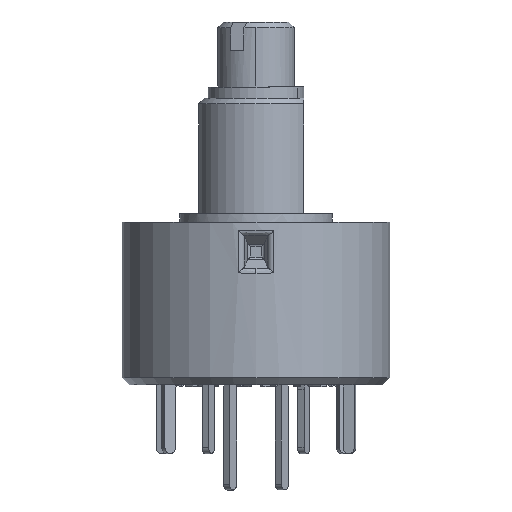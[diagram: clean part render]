
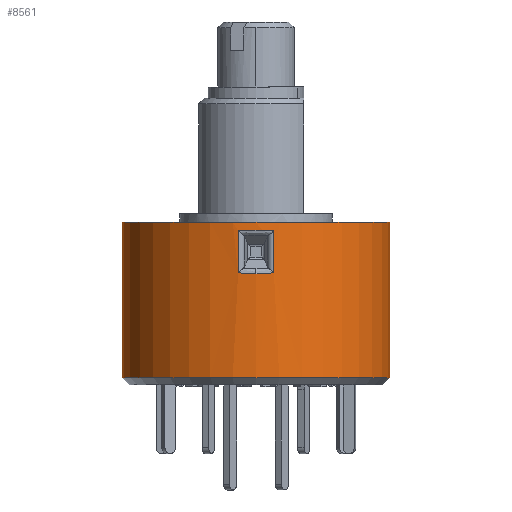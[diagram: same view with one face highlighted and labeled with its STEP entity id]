
A CAD part, left-side view. The second image highlights one B-rep face of the part: STEP entity #8561.
In plain terms, the highlighted cylindrical face has radius 7 mm (diameter 14 mm), a partial arc.
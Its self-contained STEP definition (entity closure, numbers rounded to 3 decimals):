
#269 = CARTESIAN_POINT ( 'NONE',  ( -6.937, 0.938, -3.094 ) ) ;
#458 = EDGE_CURVE ( 'NONE', #2009, #14217, #7946, .T. ) ;
#991 = CARTESIAN_POINT ( 'NONE',  ( -6.937, -0.938, -0.888 ) ) ;
#1140 = LINE ( 'NONE', #13195, #7263 ) ;
#1162 = DIRECTION ( 'NONE',  ( 0., 0., -1. ) ) ;
#1256 = CARTESIAN_POINT ( 'NONE',  ( 0., -7., -0.45 ) ) ;
#1473 = ORIENTED_EDGE ( 'NONE', *, *, #7789, .T. ) ;
#1497 = VERTEX_POINT ( 'NONE', #11152 ) ;
#1602 = CARTESIAN_POINT ( 'NONE',  ( -6.937, -0.938, -0.888 ) ) ;
#2009 = VERTEX_POINT ( 'NONE', #3816 ) ;
#2284 = AXIS2_PLACEMENT_3D ( 'NONE', #5361, #2644, #9440 ) ;
#2310 = CARTESIAN_POINT ( 'NONE',  ( -6.937, 0.938, -0.45 ) ) ;
#2393 = EDGE_CURVE ( 'NONE', #13530, #7219, #12113, .T. ) ;
#2644 = DIRECTION ( 'NONE',  ( 0., 0., -1. ) ) ;
#2723 = VECTOR ( 'NONE', #8375, 1000. ) ;
#3068 = CIRCLE ( 'NONE', #6550, 7. ) ;
#3299 = ORIENTED_EDGE ( 'NONE', *, *, #13566, .T. ) ;
#3550 = ORIENTED_EDGE ( 'NONE', *, *, #2393, .T. ) ;
#3571 = DIRECTION ( 'NONE',  ( 0., 0., -1. ) ) ;
#3590 = ORIENTED_EDGE ( 'NONE', *, *, #5740, .T. ) ;
#3816 = CARTESIAN_POINT ( 'NONE',  ( 0., -7., -0.45 ) ) ;
#4520 = EDGE_LOOP ( 'NONE', ( #8341, #1473, #3550, #3299, #3590 ) ) ;
#4586 = DIRECTION ( 'NONE',  ( 0., -1., 0. ) ) ;
#4856 = FACE_BOUND ( 'NONE', #4520, .T. ) ;
#4976 =( BOUNDED_CURVE ( )  B_SPLINE_CURVE ( 3, ( #10282, #12670, #5418, #1602 ),
 .UNSPECIFIED., .F., .F. ) 
 B_SPLINE_CURVE_WITH_KNOTS ( ( 4, 4 ),
 ( 3.007, 3.276 ),
 .UNSPECIFIED. ) 
 CURVE ( )  GEOMETRIC_REPRESENTATION_ITEM ( )  RATIONAL_B_SPLINE_CURVE ( ( 1., 0.994, 0.994, 1. ) ) 
 REPRESENTATION_ITEM ( '' )  );
#5298 =( BOUNDED_CURVE ( )  B_SPLINE_CURVE ( 3, ( #14969, #15024, #15129, #269 ),
 .UNSPECIFIED., .F., .F. ) 
 B_SPLINE_CURVE_WITH_KNOTS ( ( 4, 4 ),
 ( 0., 0.134 ),
 .UNSPECIFIED. ) 
 CURVE ( )  GEOMETRIC_REPRESENTATION_ITEM ( )  RATIONAL_B_SPLINE_CURVE ( ( 1., 0.998, 0.998, 1. ) ) 
 REPRESENTATION_ITEM ( '' )  );
#5361 = CARTESIAN_POINT ( 'NONE',  ( 0., 0., -0.45 ) ) ;
#5418 = CARTESIAN_POINT ( 'NONE',  ( -7.021, -0.315, -0.841 ) ) ;
#5705 = EDGE_CURVE ( 'NONE', #14283, #10493, #15281, .T. ) ;
#5721 = CARTESIAN_POINT ( 'NONE',  ( 0., 7., -0.45 ) ) ;
#5740 = EDGE_CURVE ( 'NONE', #7199, #1497, #1140, .T. ) ;
#5805 = EDGE_CURVE ( 'NONE', #14283, #2009, #13192, .T. ) ;
#5824 = CARTESIAN_POINT ( 'NONE',  ( 0., 0., -8.574 ) ) ;
#6499 = CARTESIAN_POINT ( 'NONE',  ( -6.937, -0.938, -3.094 ) ) ;
#6550 = AXIS2_PLACEMENT_3D ( 'NONE', #5824, #11996, #4586 ) ;
#6557 = CARTESIAN_POINT ( 'NONE',  ( -7., -0.314, -3.129 ) ) ;
#6586 = CARTESIAN_POINT ( 'NONE',  ( -6.937, 0.938, -3.094 ) ) ;
#6608 = ORIENTED_EDGE ( 'NONE', *, *, #5805, .F. ) ;
#7199 = VERTEX_POINT ( 'NONE', #991 ) ;
#7219 = VERTEX_POINT ( 'NONE', #11559 ) ;
#7263 = VECTOR ( 'NONE', #1162, 1000. ) ;
#7541 = ORIENTED_EDGE ( 'NONE', *, *, #15524, .T. ) ;
#7671 = CARTESIAN_POINT ( 'NONE',  ( 0., 0., -0.45 ) ) ;
#7789 = EDGE_CURVE ( 'NONE', #9455, #13530, #5298, .T. ) ;
#7946 = LINE ( 'NONE', #1256, #8331 ) ;
#8020 = CARTESIAN_POINT ( 'NONE',  ( 0., -7., -8.574 ) ) ;
#8331 = VECTOR ( 'NONE', #10926, 1000. ) ;
#8341 = ORIENTED_EDGE ( 'NONE', *, *, #8402, .T. ) ;
#8375 = DIRECTION ( 'NONE',  ( 0., 0., 1. ) ) ;
#8402 = EDGE_CURVE ( 'NONE', #1497, #9455, #13037, .T. ) ;
#8561 = ADVANCED_FACE ( 'NONE', ( #15749, #4856 ), #8678, .T. ) ;
#8678 = CYLINDRICAL_SURFACE ( 'NONE', #2284, 7. ) ;
#9159 = CARTESIAN_POINT ( 'NONE',  ( 0., 7., -8.574 ) ) ;
#9169 = VECTOR ( 'NONE', #3571, 1000. ) ;
#9239 = CARTESIAN_POINT ( 'NONE',  ( 0., 7., -0.45 ) ) ;
#9440 = DIRECTION ( 'NONE',  ( 0., 1., 0. ) ) ;
#9455 = VERTEX_POINT ( 'NONE', #15008 ) ;
#9798 = EDGE_LOOP ( 'NONE', ( #11245, #6608, #14569, #7541 ) ) ;
#10282 = CARTESIAN_POINT ( 'NONE',  ( -6.937, 0.938, -0.888 ) ) ;
#10493 = VERTEX_POINT ( 'NONE', #9159 ) ;
#10926 = DIRECTION ( 'NONE',  ( 0., 0., -1. ) ) ;
#11152 = CARTESIAN_POINT ( 'NONE',  ( -6.937, -0.938, -3.094 ) ) ;
#11245 = ORIENTED_EDGE ( 'NONE', *, *, #458, .F. ) ;
#11559 = CARTESIAN_POINT ( 'NONE',  ( -6.937, 0.938, -0.888 ) ) ;
#11996 = DIRECTION ( 'NONE',  ( 0., 0., 1. ) ) ;
#12113 = LINE ( 'NONE', #2310, #2723 ) ;
#12325 = DIRECTION ( 'NONE',  ( 0., 0., 1. ) ) ;
#12379 = AXIS2_PLACEMENT_3D ( 'NONE', #7671, #12325, #13652 ) ;
#12482 = CARTESIAN_POINT ( 'NONE',  ( -7., 0., -3.129 ) ) ;
#12670 = CARTESIAN_POINT ( 'NONE',  ( -7.021, 0.315, -0.841 ) ) ;
#13037 =( BOUNDED_CURVE ( )  B_SPLINE_CURVE ( 3, ( #6499, #15044, #6557, #12482 ),
 .UNSPECIFIED., .F., .T. ) 
 B_SPLINE_CURVE_WITH_KNOTS ( ( 4, 4 ),
 ( 6.149, 6.283 ),
 .UNSPECIFIED. ) 
 CURVE ( )  GEOMETRIC_REPRESENTATION_ITEM ( )  RATIONAL_B_SPLINE_CURVE ( ( 1., 0.998, 0.998, 1. ) ) 
 REPRESENTATION_ITEM ( '' )  );
#13192 = CIRCLE ( 'NONE', #12379, 7. ) ;
#13195 = CARTESIAN_POINT ( 'NONE',  ( -6.937, -0.938, -0.45 ) ) ;
#13530 = VERTEX_POINT ( 'NONE', #6586 ) ;
#13566 = EDGE_CURVE ( 'NONE', #7219, #7199, #4976, .T. ) ;
#13652 = DIRECTION ( 'NONE',  ( 0., -1., 0. ) ) ;
#14217 = VERTEX_POINT ( 'NONE', #8020 ) ;
#14283 = VERTEX_POINT ( 'NONE', #9239 ) ;
#14569 = ORIENTED_EDGE ( 'NONE', *, *, #5705, .T. ) ;
#14969 = CARTESIAN_POINT ( 'NONE',  ( -7., 0., -3.129 ) ) ;
#15008 = CARTESIAN_POINT ( 'NONE',  ( -7., 0., -3.129 ) ) ;
#15024 = CARTESIAN_POINT ( 'NONE',  ( -7., 0.314, -3.129 ) ) ;
#15044 = CARTESIAN_POINT ( 'NONE',  ( -6.979, -0.627, -3.117 ) ) ;
#15129 = CARTESIAN_POINT ( 'NONE',  ( -6.979, 0.627, -3.117 ) ) ;
#15281 = LINE ( 'NONE', #5721, #9169 ) ;
#15524 = EDGE_CURVE ( 'NONE', #10493, #14217, #3068, .T. ) ;
#15749 = FACE_OUTER_BOUND ( 'NONE', #9798, .T. ) ;
